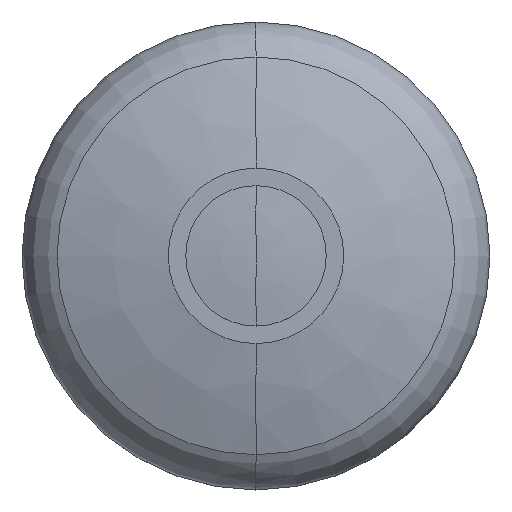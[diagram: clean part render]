
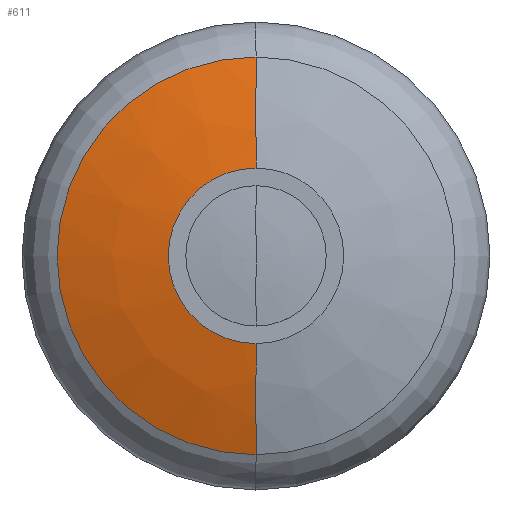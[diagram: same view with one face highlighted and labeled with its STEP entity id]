
A CAD part, top view. The second image highlights one B-rep face of the part: STEP entity #611.
In plain terms, the highlighted free-form (B-spline) face has degree [2, 2] with [3, 9] control points.
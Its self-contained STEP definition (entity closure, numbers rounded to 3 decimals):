
#204=CARTESIAN_POINT('',(0.,-17.,38.0));
#205=VERTEX_POINT('',#204);
#215=CARTESIAN_POINT('',(-17.0,0.0,38.0));
#216=VERTEX_POINT('',#215);
#217=CARTESIAN_POINT('',(0.,0.0,38.0));
#218=DIRECTION('',(0.0,0.0,1.0));
#219=DIRECTION('',(-1.0,0.0,0.0));
#220=AXIS2_PLACEMENT_3D('',#217,#218,#219);
#221=CIRCLE('',#220,17.);
#222=EDGE_CURVE('',#216,#205,#221,.T.);
#224=CARTESIAN_POINT('',(0.,17.,38.0));
#225=VERTEX_POINT('',#224);
#226=CARTESIAN_POINT('',(0.,0.0,38.0));
#227=DIRECTION('',(0.0,0.0,1.0));
#228=DIRECTION('',(-1.0,0.0,0.0));
#229=AXIS2_PLACEMENT_3D('',#226,#227,#228);
#230=CIRCLE('',#229,17.);
#231=EDGE_CURVE('',#225,#216,#230,.T.);
#538=CARTESIAN_POINT('',(0.,17.,38.));
#539=CARTESIAN_POINT('',(0.,12.369,39.681));
#540=CARTESIAN_POINT('',(0.,7.5,40.425));
#541=CARTESIAN_POINT('',(17.,17.,38.));
#542=CARTESIAN_POINT('',(12.369,12.369,39.681));
#543=CARTESIAN_POINT('',(7.5,7.5,40.425));
#544=CARTESIAN_POINT('',(17.,0.,38.));
#545=CARTESIAN_POINT('',(12.369,0.,39.681));
#546=CARTESIAN_POINT('',(7.5,0.,40.425));
#547=CARTESIAN_POINT('',(17.,-17.,38.));
#548=CARTESIAN_POINT('',(12.369,-12.369,39.681));
#549=CARTESIAN_POINT('',(7.5,-7.5,40.425));
#550=CARTESIAN_POINT('',(0.,-17.,38.));
#551=CARTESIAN_POINT('',(0.,-12.369,39.681));
#552=CARTESIAN_POINT('',(0.,-7.5,40.425));
#553=CARTESIAN_POINT('',(-17.,-17.,38.));
#554=CARTESIAN_POINT('',(-12.369,-12.369,39.681));
#555=CARTESIAN_POINT('',(-7.5,-7.5,40.425));
#556=CARTESIAN_POINT('',(-17.,0.,38.));
#557=CARTESIAN_POINT('',(-12.369,0.,39.681));
#558=CARTESIAN_POINT('',(-7.5,0.,40.425));
#559=CARTESIAN_POINT('',(-17.,17.,38.));
#560=CARTESIAN_POINT('',(-12.369,12.369,39.681));
#561=CARTESIAN_POINT('',(-7.5,7.5,40.425));
#562=CARTESIAN_POINT('',(0.,17.,38.));
#563=CARTESIAN_POINT('',(0.,12.369,39.681));
#564=CARTESIAN_POINT('',(0.,7.5,40.425));
#572=(BOUNDED_SURFACE()B_SPLINE_SURFACE(2,2,((#538,#541,#544,#547,#550,#553,#556,#559,#562),(#539,#542,#545,#548,#551,#554,#557,#560,#563),(#540,#543,#546,#549,#552,#555,#558,#561,#564)),.UNSPECIFIED.,.F.,.T.,.U.)B_SPLINE_SURFACE_WITH_KNOTS((3,3),(3,2,2,2,3),(1.223,1.419),(0.0,1.571,3.142,4.712,6.283),.UNSPECIFIED.)GEOMETRIC_REPRESENTATION_ITEM()RATIONAL_B_SPLINE_SURFACE(((1.0,0.707,1.0,0.707,1.0,0.707,1.0,0.707,1.0),(0.995,0.704,0.995,0.704,0.995,0.704,0.995,0.704,0.995),(1.0,0.707,1.0,0.707,1.0,0.707,1.0,0.707,1.0)))REPRESENTATION_ITEM('')SURFACE());
#573=CARTESIAN_POINT('',(0.,-7.5,40.425));
#574=VERTEX_POINT('',#573);
#575=CARTESIAN_POINT('',(0.0,0.059,-9.));
#576=DIRECTION('',(1.0,0.0,0.0));
#577=DIRECTION('',(0.0,-1.0,0.0));
#578=AXIS2_PLACEMENT_3D('',#575,#576,#577);
#579=CIRCLE('',#578,50.);
#580=EDGE_CURVE('',#574,#205,#579,.T.);
#581=ORIENTED_EDGE('',*,*,#580,.F.);
#582=CARTESIAN_POINT('',(-7.5,0.,40.425));
#583=VERTEX_POINT('',#582);
#584=CARTESIAN_POINT('',(0.,0.0,40.425));
#585=DIRECTION('',(0.0,0.0,-1.0));
#586=DIRECTION('',(-1.0,0.0,0.0));
#587=AXIS2_PLACEMENT_3D('',#584,#585,#586);
#588=CIRCLE('',#587,7.5);
#589=EDGE_CURVE('',#574,#583,#588,.T.);
#590=ORIENTED_EDGE('',*,*,#589,.T.);
#591=CARTESIAN_POINT('',(0.,7.5,40.425));
#592=VERTEX_POINT('',#591);
#593=CARTESIAN_POINT('',(0.,0.0,40.425));
#594=DIRECTION('',(0.0,0.0,-1.0));
#595=DIRECTION('',(-1.0,0.0,0.0));
#596=AXIS2_PLACEMENT_3D('',#593,#594,#595);
#597=CIRCLE('',#596,7.5);
#598=EDGE_CURVE('',#583,#592,#597,.T.);
#599=ORIENTED_EDGE('',*,*,#598,.T.);
#600=CARTESIAN_POINT('',(0.,-0.059,-9.));
#601=DIRECTION('',(-1.0,0.0,0.0));
#602=DIRECTION('',(0.0,1.0,0.0));
#603=AXIS2_PLACEMENT_3D('',#600,#601,#602);
#604=CIRCLE('',#603,50.);
#605=EDGE_CURVE('',#592,#225,#604,.T.);
#606=ORIENTED_EDGE('',*,*,#605,.T.);
#607=ORIENTED_EDGE('',*,*,#231,.T.);
#608=ORIENTED_EDGE('',*,*,#222,.T.);
#609=EDGE_LOOP('',(#581,#590,#599,#606,#607,#608));
#610=FACE_OUTER_BOUND('',#609,.T.);
#611=ADVANCED_FACE('',(#610),#572,.T.);
